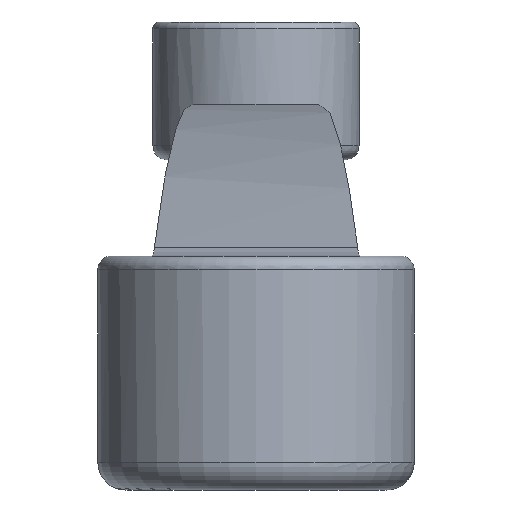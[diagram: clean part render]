
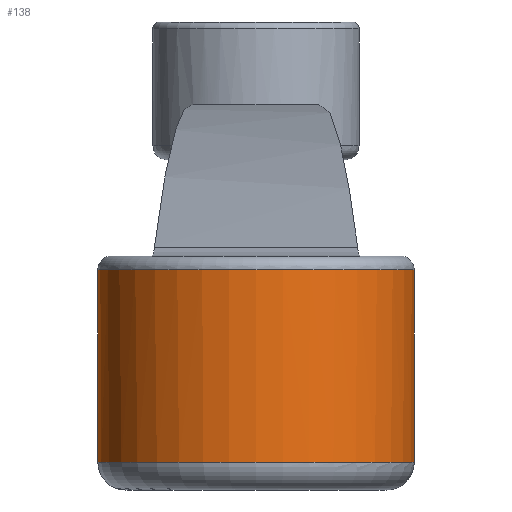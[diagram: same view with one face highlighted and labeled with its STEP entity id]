
A CAD part, left-side view. The second image highlights one B-rep face of the part: STEP entity #138.
In plain terms, the highlighted cylindrical face has radius 11.5 mm (diameter 23 mm), a full revolution.
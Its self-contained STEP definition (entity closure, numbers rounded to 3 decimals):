
#105=CYLINDRICAL_SURFACE('',#534,11.5);
#125=B_SPLINE_CURVE_WITH_KNOTS('',3,(#764,#765,#766,#767,#768,#769,#770,
#771,#772,#773,#774,#775,#776,#777,#778,#779),.UNSPECIFIED.,.F.,.F.,(4,3,
3,3,3,4),(0.,0.396,0.602,0.768,0.888,
1.),.UNSPECIFIED.);
#126=B_SPLINE_CURVE_WITH_KNOTS('',3,(#783,#784,#785,#786),.UNSPECIFIED.,
.F.,.F.,(4,4),(0.,1.),.UNSPECIFIED.);
#127=B_SPLINE_CURVE_WITH_KNOTS('',3,(#790,#791,#792,#793,#794,#795,#796,
#797,#798,#799,#800,#801,#802,#803,#804,#805),.UNSPECIFIED.,.F.,.F.,(4,3,
3,3,3,4),(0.,0.117,0.233,0.401,0.659,
1.),.UNSPECIFIED.);
#138=ADVANCED_FACE('',(#170,#171),#105,.T.);
#170=FACE_BOUND('',#211,.T.);
#171=FACE_BOUND('',#212,.T.);
#211=EDGE_LOOP('',(#275));
#212=EDGE_LOOP('',(#276,#277,#278,#279,#280,#281,#282,#283));
#244=CIRCLE('',#530,11.5);
#245=CIRCLE('',#531,11.5);
#246=CIRCLE('',#532,11.5);
#247=CIRCLE('',#533,11.5);
#275=ORIENTED_EDGE('',*,*,#430,.T.);
#276=ORIENTED_EDGE('',*,*,#431,.T.);
#277=ORIENTED_EDGE('',*,*,#432,.F.);
#278=ORIENTED_EDGE('',*,*,#433,.F.);
#279=ORIENTED_EDGE('',*,*,#434,.F.);
#280=ORIENTED_EDGE('',*,*,#435,.F.);
#281=ORIENTED_EDGE('',*,*,#436,.F.);
#282=ORIENTED_EDGE('',*,*,#437,.F.);
#283=ORIENTED_EDGE('',*,*,#438,.T.);
#386=VERTEX_POINT('',#760);
#387=VERTEX_POINT('',#762);
#388=VERTEX_POINT('',#763);
#389=VERTEX_POINT('',#780);
#390=VERTEX_POINT('',#782);
#391=VERTEX_POINT('',#787);
#392=VERTEX_POINT('',#789);
#393=VERTEX_POINT('',#806);
#394=VERTEX_POINT('',#808);
#430=EDGE_CURVE('',#386,#386,#244,.T.);
#431=EDGE_CURVE('',#387,#388,#478,.T.);
#432=EDGE_CURVE('',#389,#388,#125,.T.);
#433=EDGE_CURVE('',#390,#389,#245,.T.);
#434=EDGE_CURVE('',#391,#390,#126,.T.);
#435=EDGE_CURVE('',#392,#391,#246,.T.);
#436=EDGE_CURVE('',#393,#392,#127,.T.);
#437=EDGE_CURVE('',#394,#393,#479,.T.);
#438=EDGE_CURVE('',#394,#387,#247,.T.);
#478=LINE('',#761,#501);
#479=LINE('',#807,#502);
#501=VECTOR('',#609,1.);
#502=VECTOR('',#614,1.);
#530=AXIS2_PLACEMENT_3D('',#759,#607,#608);
#531=AXIS2_PLACEMENT_3D('',#781,#610,#611);
#532=AXIS2_PLACEMENT_3D('',#788,#612,#613);
#533=AXIS2_PLACEMENT_3D('',#809,#615,#616);
#534=AXIS2_PLACEMENT_3D('',#810,#617,#618);
#607=DIRECTION('',(0.,0.,1.));
#608=DIRECTION('',(-1.,0.,0.));
#609=DIRECTION('',(0.,0.,-1.));
#610=DIRECTION('',(0.,0.,1.));
#611=DIRECTION('',(1.,0.,0.));
#612=DIRECTION('',(0.,0.,1.));
#613=DIRECTION('',(1.,0.,0.));
#614=DIRECTION('',(0.,0.,-1.));
#615=DIRECTION('',(0.,0.,-1.));
#616=DIRECTION('',(-1.,0.,0.));
#617=DIRECTION('',(0.,0.,1.));
#618=DIRECTION('',(1.,0.,0.));
#759=CARTESIAN_POINT('',(107.127,133.024,-15.));
#760=CARTESIAN_POINT('',(95.627,133.024,-15.));
#761=CARTESIAN_POINT('',(115.845,140.524,37.));
#762=CARTESIAN_POINT('',(115.845,140.524,-1.));
#763=CARTESIAN_POINT('',(115.845,140.524,-4.5));
#764=CARTESIAN_POINT('',(116.845,139.174,-5.5));
#765=CARTESIAN_POINT('',(116.694,139.412,-5.5));
#766=CARTESIAN_POINT('',(116.531,139.649,-5.467));
#767=CARTESIAN_POINT('',(116.371,139.865,-5.381));
#768=CARTESIAN_POINT('',(116.288,139.978,-5.336));
#769=CARTESIAN_POINT('',(116.204,140.087,-5.275));
#770=CARTESIAN_POINT('',(116.127,140.184,-5.196));
#771=CARTESIAN_POINT('',(116.064,140.262,-5.131));
#772=CARTESIAN_POINT('',(116.005,140.335,-5.053));
#773=CARTESIAN_POINT('',(115.957,140.392,-4.96));
#774=CARTESIAN_POINT('',(115.922,140.434,-4.893));
#775=CARTESIAN_POINT('',(115.893,140.468,-4.817));
#776=CARTESIAN_POINT('',(115.873,140.491,-4.736));
#777=CARTESIAN_POINT('',(115.855,140.513,-4.661));
#778=CARTESIAN_POINT('',(115.845,140.524,-4.58));
#779=CARTESIAN_POINT('',(115.845,140.524,-4.5));
#780=CARTESIAN_POINT('',(116.845,139.174,-5.5));
#781=CARTESIAN_POINT('',(107.127,133.024,-5.5));
#782=CARTESIAN_POINT('',(118.577,134.102,-5.5));
#783=CARTESIAN_POINT('',(118.577,131.947,-5.5));
#784=CARTESIAN_POINT('',(118.644,132.662,-5.473));
#785=CARTESIAN_POINT('',(118.644,133.387,-5.473));
#786=CARTESIAN_POINT('',(118.577,134.102,-5.5));
#787=CARTESIAN_POINT('',(118.577,131.947,-5.5));
#788=CARTESIAN_POINT('',(107.127,133.024,-5.5));
#789=CARTESIAN_POINT('',(116.845,126.875,-5.5));
#790=CARTESIAN_POINT('',(115.845,125.524,-4.5));
#791=CARTESIAN_POINT('',(115.845,125.524,-4.584));
#792=CARTESIAN_POINT('',(115.856,125.537,-4.669));
#793=CARTESIAN_POINT('',(115.876,125.561,-4.747));
#794=CARTESIAN_POINT('',(115.896,125.584,-4.824));
#795=CARTESIAN_POINT('',(115.924,125.618,-4.897));
#796=CARTESIAN_POINT('',(115.958,125.658,-4.962));
#797=CARTESIAN_POINT('',(116.007,125.716,-5.055));
#798=CARTESIAN_POINT('',(116.067,125.789,-5.134));
#799=CARTESIAN_POINT('',(116.13,125.869,-5.199));
#800=CARTESIAN_POINT('',(116.226,125.99,-5.298));
#801=CARTESIAN_POINT('',(116.333,126.13,-5.367));
#802=CARTESIAN_POINT('',(116.437,126.274,-5.413));
#803=CARTESIAN_POINT('',(116.576,126.465,-5.475));
#804=CARTESIAN_POINT('',(116.715,126.669,-5.5));
#805=CARTESIAN_POINT('',(116.845,126.875,-5.5));
#806=CARTESIAN_POINT('',(115.845,125.524,-4.5));
#807=CARTESIAN_POINT('',(115.845,125.524,43.));
#808=CARTESIAN_POINT('',(115.845,125.524,-1.));
#809=CARTESIAN_POINT('',(107.127,133.024,-1.));
#810=CARTESIAN_POINT('',(107.127,133.024,-17.));
